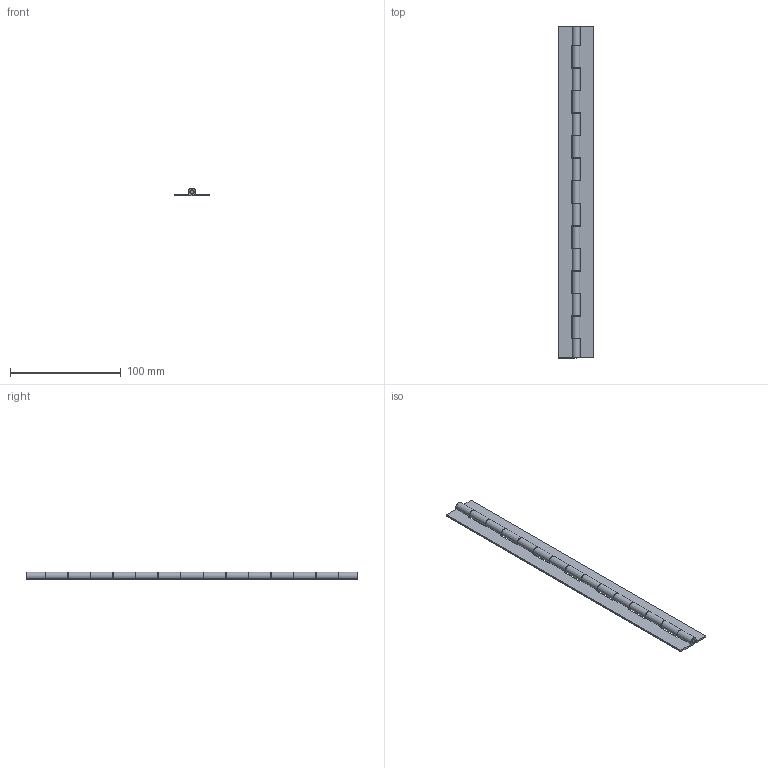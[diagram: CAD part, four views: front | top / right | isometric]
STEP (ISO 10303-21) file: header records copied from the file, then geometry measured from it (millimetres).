
FILE_DESCRIPTION (( 'STEP AP203' ), '1' );
FILE_NAME ('B-1007-8.STEP', '2008-10-27T08:07:22', ( ' ' ), ( ' ' ), 'SwSTEP 2.0', 'SolidWorks 2007', '' );
FILE_SCHEMA (( 'CONFIG_CONTROL_DESIGN' ));
Length unit declared in the file: millimetre
Products named in the file (4): B-1007-8僔儍僼僩__棉太倌; B-1007-8僸儞僕A__棉太倌; B-1007-8; B-1007-8僸儞僕B__棉太倌
Assembly tree (3 placements, depth 2):
  B-1007-8
    B-1007-8僔儍僼僩__棉太倌
    B-1007-8僸儞僕B__棉太倌
    B-1007-8僸儞僕A__棉太倌
Bounding box: 32 x 300 x 7 mm (x, y, z)
Volume: 22193 mm3; surface area: 30706.7 mm2
Topology: 3 solids, 3 shells, 102 faces, 288 edges, 192 vertices
Faces by surface type: plane 55, cylinder 47
Entity records: 3800 total; most frequent: DIRECTION 598, CARTESIAN_POINT 588, ORIENTED_EDGE 576, EDGE_CURVE 288, AXIS2_PLACEMENT_3D 202, VECTOR 194, LINE 194, VERTEX_POINT 192
